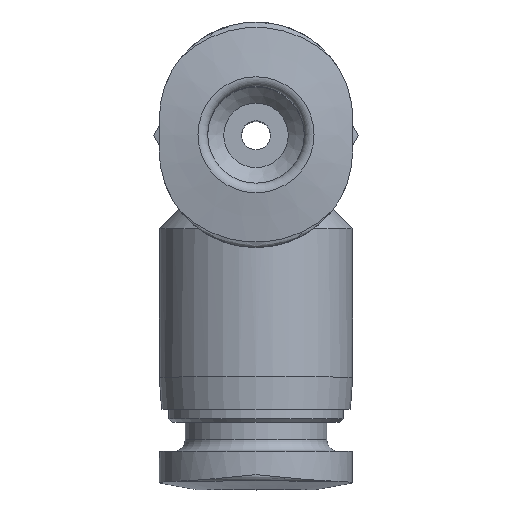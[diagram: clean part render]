
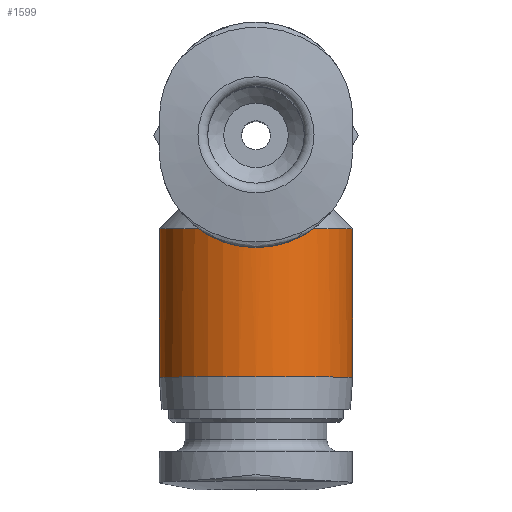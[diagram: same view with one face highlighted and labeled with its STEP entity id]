
A CAD part, top view. The second image highlights one B-rep face of the part: STEP entity #1599.
In plain terms, the highlighted cylindrical face has radius 3 mm (diameter 6 mm), a full revolution.
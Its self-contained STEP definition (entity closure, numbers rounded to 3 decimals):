
#107=ELLIPSE('',#1694,4.243,3.);
#113=CYLINDRICAL_SURFACE('',#1692,3.);
#141=CIRCLE('',#1693,3.);
#142=CIRCLE('',#1695,3.);
#143=CIRCLE('',#1696,3.);
#219=ORIENTED_EDGE('',*,*,#509,.F.);
#220=ORIENTED_EDGE('',*,*,#510,.F.);
#221=ORIENTED_EDGE('',*,*,#511,.T.);
#222=ORIENTED_EDGE('',*,*,#512,.T.);
#223=ORIENTED_EDGE('',*,*,#513,.T.);
#224=ORIENTED_EDGE('',*,*,#514,.T.);
#509=EDGE_CURVE('',#650,#650,#141,.T.);
#510=EDGE_CURVE('',#651,#652,#107,.F.);
#511=EDGE_CURVE('',#651,#653,#142,.T.);
#512=EDGE_CURVE('',#653,#654,#751,.T.);
#513=EDGE_CURVE('',#654,#655,#752,.T.);
#514=EDGE_CURVE('',#655,#652,#143,.T.);
#650=VERTEX_POINT('',#2228);
#651=VERTEX_POINT('',#2230);
#652=VERTEX_POINT('',#2231);
#653=VERTEX_POINT('',#2233);
#654=VERTEX_POINT('',#2238);
#655=VERTEX_POINT('',#2243);
#751=B_SPLINE_CURVE_WITH_KNOTS('',3,(#2234,#2235,#2236,#2237),
 .UNSPECIFIED.,.F.,.F.,(4,4),(0.,0.001),
 .UNSPECIFIED.);
#752=B_SPLINE_CURVE_WITH_KNOTS('',3,(#2239,#2240,#2241,#2242),
 .UNSPECIFIED.,.F.,.F.,(4,4),(0.001,0.001),
 .UNSPECIFIED.);
#804=EDGE_LOOP('',(#219));
#805=EDGE_LOOP('',(#220,#221,#222,#223,#224));
#924=FACE_BOUND('',#804,.T.);
#925=FACE_BOUND('',#805,.T.);
#1599=ADVANCED_FACE('',(#924,#925),#113,.T.);
#1692=AXIS2_PLACEMENT_3D('',#2226,#1860,#1861);
#1693=AXIS2_PLACEMENT_3D('',#2227,#1862,#1863);
#1694=AXIS2_PLACEMENT_3D('',#2229,#1864,#1865);
#1695=AXIS2_PLACEMENT_3D('',#2232,#1866,#1867);
#1696=AXIS2_PLACEMENT_3D('',#2244,#1868,#1869);
#1860=DIRECTION('',(0.,-1.,0.));
#1861=DIRECTION('',(0.,0.,-1.));
#1862=DIRECTION('',(0.,-1.,0.));
#1863=DIRECTION('',(0.,0.,-1.));
#1864=DIRECTION('',(0.,-0.707,0.707));
#1865=DIRECTION('',(0.,-0.707,-0.707));
#1866=DIRECTION('',(0.,-1.,0.));
#1867=DIRECTION('',(0.,0.,-1.));
#1868=DIRECTION('',(0.,-1.,0.));
#1869=DIRECTION('',(0.,0.,-1.));
#2226=CARTESIAN_POINT('',(0.,-11.,0.));
#2227=CARTESIAN_POINT('',(0.,-7.5,0.));
#2228=CARTESIAN_POINT('',(0.,-7.5,-3.));
#2229=CARTESIAN_POINT('',(0.,0.,0.));
#2230=CARTESIAN_POINT('',(0.768,-2.9,-2.9));
#2231=CARTESIAN_POINT('',(-0.768,-2.9,-2.9));
#2232=CARTESIAN_POINT('',(0.,-2.9,0.));
#2233=CARTESIAN_POINT('',(0.543,-2.9,2.95));
#2234=CARTESIAN_POINT('',(0.543,-2.9,2.95));
#2235=CARTESIAN_POINT('',(0.371,-2.965,2.982));
#2236=CARTESIAN_POINT('',(0.186,-3.,3.));
#2237=CARTESIAN_POINT('',(0.,-3.,3.));
#2238=CARTESIAN_POINT('',(0.,-3.,3.));
#2239=CARTESIAN_POINT('',(0.,-3.,3.));
#2240=CARTESIAN_POINT('',(-0.186,-3.,3.));
#2241=CARTESIAN_POINT('',(-0.37,-2.965,2.982));
#2242=CARTESIAN_POINT('',(-0.543,-2.9,2.95));
#2243=CARTESIAN_POINT('',(-0.543,-2.9,2.95));
#2244=CARTESIAN_POINT('',(0.,-2.9,0.));
